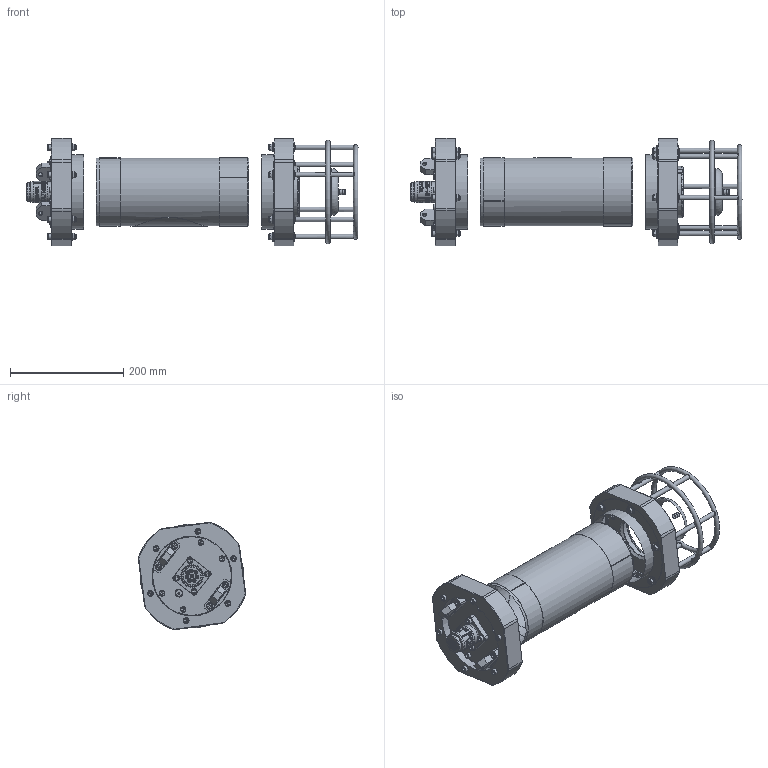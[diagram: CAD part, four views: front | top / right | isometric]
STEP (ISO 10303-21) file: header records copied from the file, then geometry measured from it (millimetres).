
FILE_DESCRIPTION(/* description */ ('LMF Omni Dunker'),/* implementation_level */ '2;1');
FILE_NAME(/* name */ '8309-001-1355 - LMF Omni Dunker.stp',/* time_stamp */ '2018-10-24T14:04:28+01:00',/* author */ ('ctd'),/* organization */ (''),/* preprocessor_version */ 'ST-DEVELOPER v17',/* originating_system */ 'Autodesk Inventor 2018',/* authorisation */ '');
FILE_SCHEMA (('AUTOMOTIVE_DESIGN { 1 0 10303 214 3 1 1 }'));
Products named in the file (1): 8309-1355
Bounding box: 585.58 x 189.49 x 189.5 mm (x, y, z)
Volume: 6592265.4 mm3; surface area: 411593.9 mm2
Topology: 1 solids, 1 shells, 2289 faces, 6187 edges, 4143 vertices
Faces by surface type: plane 1183, bspline 534, cylinder 250, cone 212, torus 96, sphere 14
Full cylindrical faces by diameter (mm): 2.3 x8, 3.242 x1, 5.5 x7, 6 x24, 6.25 x7, 6.4 x6, 6.5 x15, 6.9 x6, 7.5 x1, 8 x6, 8.382 x1, 8.5 x6, 8.88 x6, 8.89 x1, 9.71 x1, 10 x26, 11 x4, 12 x6, 12.65 x1, 12.7 x1, 15.875 x12, 30 x1, 33 x1, 36.5 x1, 75 x1, 89.5 x1, 120 x1, 132 x2, 141 x2, 172 x2
Entity records: 83186 total; most frequent: CARTESIAN_POINT 26743, ORIENTED_EDGE 12280, DIRECTION 9518, EDGE_CURVE 6140, VERTEX_POINT 4143, LINE 3194, VECTOR 3194, AXIS2_PLACEMENT_3D 3162
